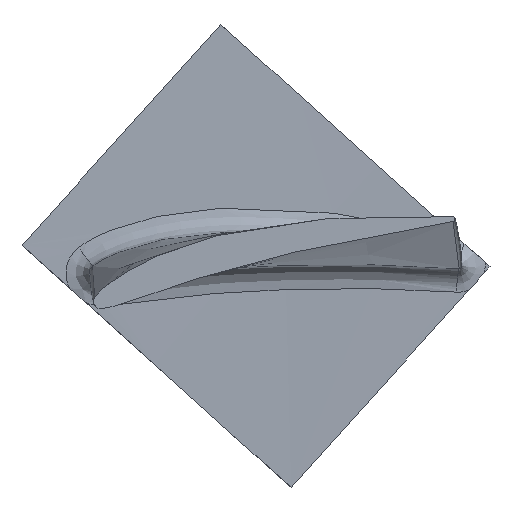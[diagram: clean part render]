
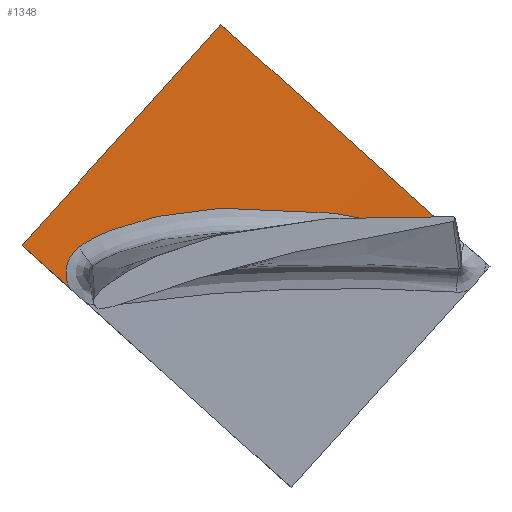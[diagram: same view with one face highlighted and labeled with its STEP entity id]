
A CAD part, top view. The second image highlights one B-rep face of the part: STEP entity #1348.
In plain terms, the highlighted cylindrical face has radius 251.062 mm (diameter 502.124 mm), a partial arc.
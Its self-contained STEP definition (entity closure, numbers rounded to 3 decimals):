
#885=CARTESIAN_POINT('Vertex',(-22.05,2.832,15.395)) ;
#888=CARTESIAN_POINT('Line Origine',(-12.013,13.979,15.395)) ;
#892=CARTESIAN_POINT('Vertex',(-1.976,25.126,15.395)) ;
#972=CARTESIAN_POINT('Vertex',(-17.238,-1.501,15.784)) ;
#975=CARTESIAN_POINT('Axis2P3D Location',(-8.465,-9.401,-235.)) ;
#994=CARTESIAN_POINT('Axis2P3D Location',(1.572,1.746,-235.)) ;
#1250=CARTESIAN_POINT('Axis2P3D Location',(11.609,12.894,-235.)) ;
#1254=CARTESIAN_POINT('Vertex',(21.734,3.777,15.692)) ;
#1279=CARTESIAN_POINT('Control Point',(-16.32,2.603,15.678)) ;
#1280=CARTESIAN_POINT('Control Point',(-17.047,2.047,15.669)) ;
#1281=CARTESIAN_POINT('Control Point',(-17.581,1.236,15.677)) ;
#1282=CARTESIAN_POINT('Control Point',(-17.797,0.264,15.705)) ;
#1283=CARTESIAN_POINT('Control Point',(-17.66,-0.693,15.744)) ;
#1284=CARTESIAN_POINT('Control Point',(-17.238,-1.501,15.784)) ;
#1285=CARTESIAN_POINT('Vertex',(-16.32,2.603,15.678)) ;
#1289=CARTESIAN_POINT('Control Point',(21.734,3.777,15.692)) ;
#1290=CARTESIAN_POINT('Control Point',(20.098,4.199,15.773)) ;
#1291=CARTESIAN_POINT('Control Point',(18.451,4.582,15.843)) ;
#1292=CARTESIAN_POINT('Control Point',(16.794,4.926,15.9)) ;
#1293=CARTESIAN_POINT('Control Point',(13.891,5.462,15.981)) ;
#1294=CARTESIAN_POINT('Control Point',(10.966,5.882,16.03)) ;
#1295=CARTESIAN_POINT('Control Point',(9.713,6.039,16.045)) ;
#1296=CARTESIAN_POINT('Control Point',(7.97,6.228,16.058)) ;
#1297=CARTESIAN_POINT('Control Point',(6.221,6.373,16.062)) ;
#1298=CARTESIAN_POINT('Control Point',(5.732,6.41,16.062)) ;
#1299=CARTESIAN_POINT('Control Point',(4.999,6.46,16.062)) ;
#1300=CARTESIAN_POINT('Control Point',(4.265,6.501,16.059)) ;
#1301=CARTESIAN_POINT('Control Point',(4.018,6.515,16.058)) ;
#1302=CARTESIAN_POINT('Control Point',(3.529,6.539,16.056)) ;
#1303=CARTESIAN_POINT('Control Point',(3.04,6.56,16.053)) ;
#1304=CARTESIAN_POINT('Control Point',(2.796,6.569,16.051)) ;
#1305=CARTESIAN_POINT('Control Point',(2.115,6.593,16.046)) ;
#1306=CARTESIAN_POINT('Control Point',(1.432,6.611,16.04)) ;
#1307=CARTESIAN_POINT('Control Point',(0.994,6.618,16.035)) ;
#1308=CARTESIAN_POINT('Control Point',(0.115,6.626,16.025)) ;
#1309=CARTESIAN_POINT('Control Point',(-0.768,6.614,16.012)) ;
#1310=CARTESIAN_POINT('Control Point',(-1.212,6.602,16.006)) ;
#1311=CARTESIAN_POINT('Control Point',(-2.477,6.554,15.986)) ;
#1312=CARTESIAN_POINT('Control Point',(-3.742,6.457,15.962)) ;
#1313=CARTESIAN_POINT('Control Point',(-4.562,6.373,15.946)) ;
#1314=CARTESIAN_POINT('Control Point',(-5.89,6.205,15.918)) ;
#1315=CARTESIAN_POINT('Control Point',(-7.209,5.979,15.888)) ;
#1316=CARTESIAN_POINT('Control Point',(-7.713,5.884,15.876)) ;
#1317=CARTESIAN_POINT('Control Point',(-8.466,5.728,15.858)) ;
#1318=CARTESIAN_POINT('Control Point',(-9.217,5.551,15.84)) ;
#1319=CARTESIAN_POINT('Control Point',(-9.467,5.49,15.833)) ;
#1320=CARTESIAN_POINT('Control Point',(-9.965,5.362,15.821)) ;
#1321=CARTESIAN_POINT('Control Point',(-10.461,5.224,15.809)) ;
#1322=CARTESIAN_POINT('Control Point',(-10.71,5.152,15.803)) ;
#1323=CARTESIAN_POINT('Control Point',(-11.58,4.891,15.781)) ;
#1324=CARTESIAN_POINT('Control Point',(-12.458,4.592,15.759)) ;
#1325=CARTESIAN_POINT('Control Point',(-13.076,4.353,15.744)) ;
#1326=CARTESIAN_POINT('Control Point',(-13.918,4.002,15.724)) ;
#1327=CARTESIAN_POINT('Control Point',(-14.755,3.586,15.706)) ;
#1328=CARTESIAN_POINT('Control Point',(-14.985,3.465,15.701)) ;
#1329=CARTESIAN_POINT('Control Point',(-15.306,3.286,15.695)) ;
#1330=CARTESIAN_POINT('Control Point',(-15.622,3.09,15.689)) ;
#1331=CARTESIAN_POINT('Control Point',(-15.711,3.033,15.688)) ;
#1332=CARTESIAN_POINT('Control Point',(-15.844,2.945,15.685)) ;
#1333=CARTESIAN_POINT('Control Point',(-15.976,2.855,15.683)) ;
#1334=CARTESIAN_POINT('Control Point',(-16.019,2.824,15.683)) ;
#1335=CARTESIAN_POINT('Control Point',(-16.106,2.762,15.681)) ;
#1336=CARTESIAN_POINT('Control Point',(-16.192,2.7,15.68)) ;
#1337=CARTESIAN_POINT('Control Point',(-16.234,2.668,15.68)) ;
#1338=CARTESIAN_POINT('Control Point',(-16.278,2.636,15.679)) ;
#1339=CARTESIAN_POINT('Control Point',(-16.32,2.603,15.678)) ;
#889=DIRECTION('Vector Direction',(-0.669,-0.743,0.)) ;
#976=DIRECTION('Axis2P3D Direction',(-0.669,-0.743,0.)) ;
#995=DIRECTION('Axis2P3D Direction',(-0.669,-0.743,0.)) ;
#996=DIRECTION('Axis2P3D XDirection',(0.129,-0.116,0.985)) ;
#1251=DIRECTION('Axis2P3D Direction',(-0.669,-0.743,0.)) ;
#977=AXIS2_PLACEMENT_3D('Circle Axis2P3D',#975,#976,$) ;
#997=AXIS2_PLACEMENT_3D('Cylinder Axis2P3D',#994,#995,#996) ;
#1252=AXIS2_PLACEMENT_3D('Circle Axis2P3D',#1250,#1251,$) ;
#1342=ORIENTED_EDGE('',*,*,#1256,.T.) ;
#1343=ORIENTED_EDGE('',*,*,#894,.T.) ;
#1344=ORIENTED_EDGE('',*,*,#979,.F.) ;
#1345=ORIENTED_EDGE('',*,*,#1287,.F.) ;
#1346=ORIENTED_EDGE('',*,*,#1340,.F.) ;
#890=VECTOR('Line Direction',#889,1.) ;
#1348=ADVANCED_FACE('PartBody',(#1347),#998,.T.) ;
#1278=B_SPLINE_CURVE_WITH_KNOTS('',5,(#1279,#1280,#1281,#1282,#1283,#1284),.UNSPECIFIED.,.F.,.U.,(6,6),(23.688,28.389),.UNSPECIFIED.) ;
#1288=B_SPLINE_CURVE_WITH_KNOTS('',5,(#1289,#1290,#1291,#1292,#1293,#1294,#1295,#1296,#1297,#1298,#1299,#1300,#1301,#1302,#1303,#1304,#1305,#1306,#1307,#1308,#1309,#1310,#1311,#1312,#1313,#1314,#1315,#1316,#1317,#1318,#1319,#1320,#1321,#1322,#1323,#1324,#1325,#1326,#1327,#1328,#1329,#1330,#1331,#1332,#1333,#1334,#1335,#1336,#1337,#1338,#1339),.UNSPECIFIED.,.F.,.U.,(6,3,3,3,3,3,3,3,3,3,3,3,3,3,3,3,6),(18.856,30.7,39.542,42.969,44.679,46.393,49.443,52.491,58.166,61.676,63.431,65.186,69.647,71.314,71.974,72.304,72.634),.UNSPECIFIED.) ;
#978=CIRCLE('generated circle',#977,251.062) ;
#1253=CIRCLE('generated circle',#1252,251.062) ;
#998=CYLINDRICAL_SURFACE('generated cylinder',#997,251.062) ;
#894=EDGE_CURVE('',#893,#886,#891,.T.) ;
#979=EDGE_CURVE('',#973,#886,#978,.T.) ;
#1256=EDGE_CURVE('',#1255,#893,#1253,.T.) ;
#1287=EDGE_CURVE('',#1286,#973,#1278,.T.) ;
#1340=EDGE_CURVE('',#1255,#1286,#1288,.T.) ;
#1341=EDGE_LOOP('',(#1342,#1343,#1344,#1345,#1346)) ;
#1347=FACE_OUTER_BOUND('',#1341,.T.) ;
#891=LINE('Line',#888,#890) ;
#886=VERTEX_POINT('',#885) ;
#893=VERTEX_POINT('',#892) ;
#973=VERTEX_POINT('',#972) ;
#1255=VERTEX_POINT('',#1254) ;
#1286=VERTEX_POINT('',#1285) ;
